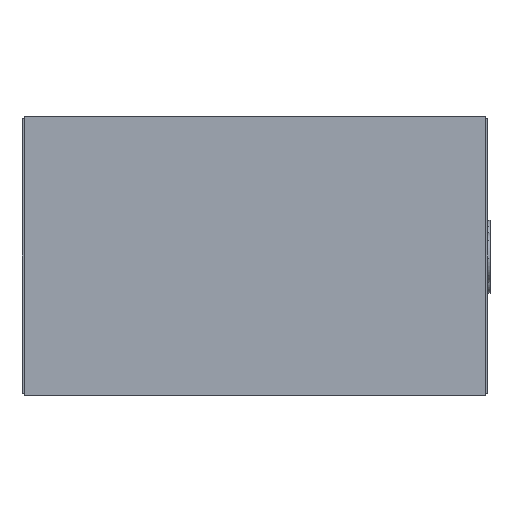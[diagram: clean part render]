
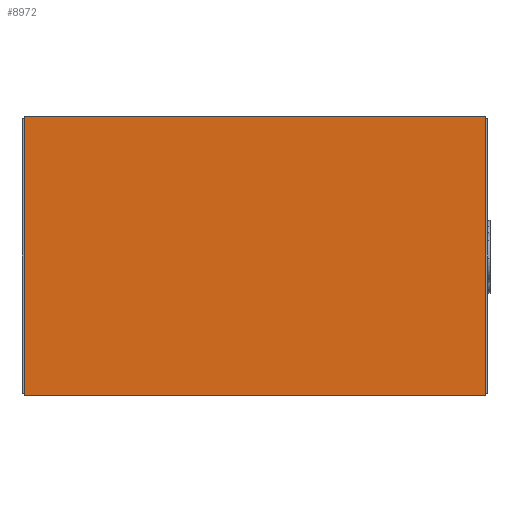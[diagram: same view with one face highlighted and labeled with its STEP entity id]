
A CAD part, left-side view. The second image highlights one B-rep face of the part: STEP entity #8972.
In plain terms, the highlighted planar face has unit normal (-1, 0, 0).
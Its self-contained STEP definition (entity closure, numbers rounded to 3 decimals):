
#161 = EDGE_LOOP ( 'NONE', ( #4588, #15142, #13069, #13481 ) ) ;
#253 = DIRECTION ( 'NONE',  ( 0., 0., 1. ) ) ;
#769 = CARTESIAN_POINT ( 'NONE',  ( -2.6, 0.99, -0.01 ) ) ;
#1044 = LINE ( 'NONE', #14502, #14297 ) ;
#2560 = AXIS2_PLACEMENT_3D ( 'NONE', #2881, #8810, #11840 ) ;
#2578 = VECTOR ( 'NONE', #253, 1000. ) ;
#2881 = CARTESIAN_POINT ( 'NONE',  ( -2.6, 0.99, -0.01 ) ) ;
#3047 = VERTEX_POINT ( 'NONE', #7880 ) ;
#4422 = LINE ( 'NONE', #19250, #15968 ) ;
#4515 = LINE ( 'NONE', #11830, #2578 ) ;
#4588 = ORIENTED_EDGE ( 'NONE', *, *, #7075, .T. ) ;
#5121 = FACE_OUTER_BOUND ( 'NONE', #161, .T. ) ;
#5335 = VERTEX_POINT ( 'NONE', #12412 ) ;
#7075 = EDGE_CURVE ( 'NONE', #3047, #13616, #4515, .T. ) ;
#7880 = CARTESIAN_POINT ( 'NONE',  ( -2.6, -0.99, -0.01 ) ) ;
#8810 = DIRECTION ( 'NONE',  ( -1., 0., 0. ) ) ;
#8972 = ADVANCED_FACE ( 'NONE', ( #5121 ), #11084, .T. ) ;
#9005 = EDGE_CURVE ( 'NONE', #5335, #9888, #4422, .T. ) ;
#9185 = CARTESIAN_POINT ( 'NONE',  ( -2.6, -0.99, 1.19 ) ) ;
#9888 = VERTEX_POINT ( 'NONE', #11812 ) ;
#11084 = PLANE ( 'NONE',  #2560 ) ;
#11812 = CARTESIAN_POINT ( 'NONE',  ( -2.6, 0.99, 1.19 ) ) ;
#11830 = CARTESIAN_POINT ( 'NONE',  ( -2.6, -0.99, -0.01 ) ) ;
#11840 = DIRECTION ( 'NONE',  ( 0., 0., 1. ) ) ;
#12412 = CARTESIAN_POINT ( 'NONE',  ( -2.6, 0.99, -0.01 ) ) ;
#12739 = LINE ( 'NONE', #769, #13518 ) ;
#13069 = ORIENTED_EDGE ( 'NONE', *, *, #9005, .F. ) ;
#13481 = ORIENTED_EDGE ( 'NONE', *, *, #15885, .T. ) ;
#13518 = VECTOR ( 'NONE', #15872, 1000. ) ;
#13616 = VERTEX_POINT ( 'NONE', #9185 ) ;
#14297 = VECTOR ( 'NONE', #14395, 1000. ) ;
#14395 = DIRECTION ( 'NONE',  ( 0., -1., 0. ) ) ;
#14502 = CARTESIAN_POINT ( 'NONE',  ( -2.6, 0.99, 1.19 ) ) ;
#14872 = DIRECTION ( 'NONE',  ( 0., 0., 1. ) ) ;
#15142 = ORIENTED_EDGE ( 'NONE', *, *, #15261, .F. ) ;
#15261 = EDGE_CURVE ( 'NONE', #9888, #13616, #1044, .T. ) ;
#15872 = DIRECTION ( 'NONE',  ( 0., -1., 0. ) ) ;
#15885 = EDGE_CURVE ( 'NONE', #5335, #3047, #12739, .T. ) ;
#15968 = VECTOR ( 'NONE', #14872, 1000. ) ;
#19250 = CARTESIAN_POINT ( 'NONE',  ( -2.6, 0.99, -0.01 ) ) ;
